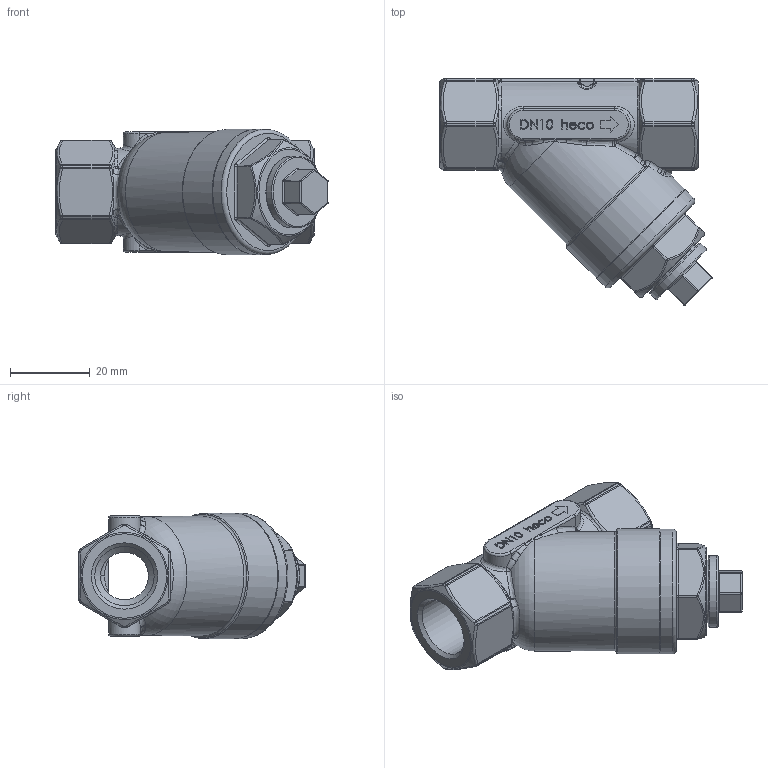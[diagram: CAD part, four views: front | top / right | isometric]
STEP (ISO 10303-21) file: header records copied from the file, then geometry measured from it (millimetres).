
FILE_DESCRIPTION (( 'STEP AP214' ), '1' );
FILE_NAME ('SF-038-000-4 Schmutzfänger heco.STEP', '2016-03-22T09:06:04', ( '' ), ( '' ), 'SwSTEP 2.0', 'SolidWorks 2011', '' );
FILE_SCHEMA (( 'AUTOMOTIVE_DESIGN' ));
Length unit declared in the file: millimetre
Products named in the file (1): SF-038-000-4 Schmutzfänger heco
Bounding box: 68.48 x 56.98 x 31.5 mm (x, y, z)
Volume: 47436.3 mm3; surface area: 12446.1 mm2
Topology: 1 solids, 1 shells, 742 faces, 1776 edges, 1050 vertices
Faces by surface type: bspline 317, plane 176, cylinder 108, torus 64, sphere 60, cone 17
Full cylindrical faces by diameter (mm): 12 x1, 14.94 x2, 16 x1, 18 x1, 31.5 x2
Entity records: 43385 total; most frequent: CARTESIAN_POINT 20404, ORIENTED_EDGE 3440, DIRECTION 2414, EDGE_CURVE 1720, VERTEX_POINT 1041, AXIS2_PLACEMENT_3D 899, EDGE_LOOP 805, FACE_OUTER_BOUND 756
